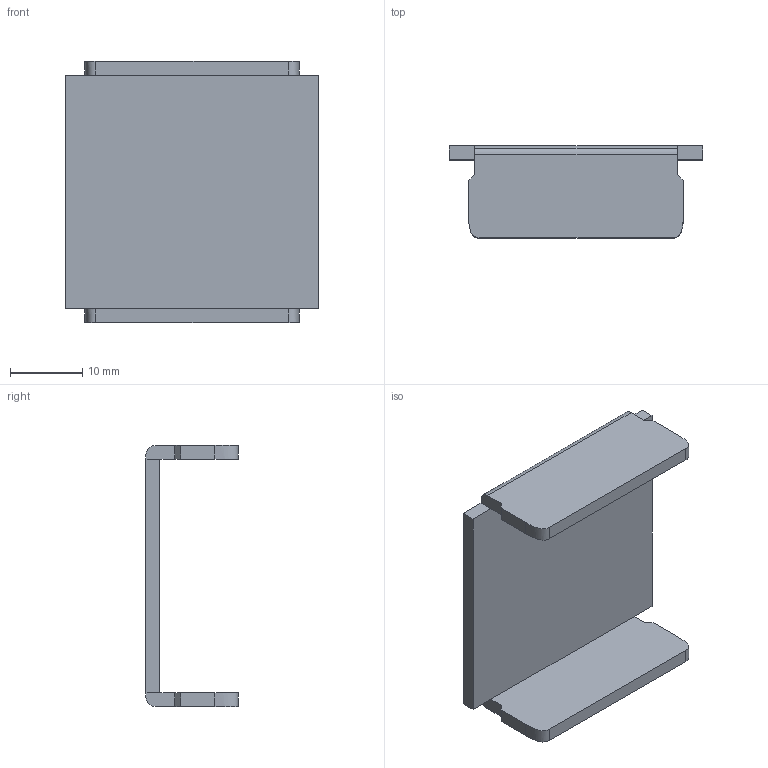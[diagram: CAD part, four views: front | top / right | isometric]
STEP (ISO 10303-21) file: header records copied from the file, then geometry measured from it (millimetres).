
FILE_DESCRIPTION(('TurboCAD Mac Pro'),'Build 980');
FILE_NAME('P3280.stp',' ',(''),(''),'ACIS Interop','IMSI','TurboCAD Mac Pro BY IMSI, INCORPORATED');
FILE_SCHEMA(('automotive_design'));
Length unit declared in the file: inch
Products named in the file (1): 1
Bounding box: 34.92 x 12.7 x 36.02 mm (x, y, z)
Volume: 3525.4 mm3; surface area: 4042.8 mm2
Topology: 1 solids, 1 shells, 34 faces, 92 edges, 60 vertices
Faces by surface type: plane 26, cylinder 4, bspline 4
Entity records: 1746 total; most frequent: CARTESIAN_POINT 223, ORIENTED_EDGE 184, DIRECTION 154, STYLED_ITEM 113, PRESENTATION_STYLE_ASSIGNMENT 113, COLOUR_RGB 113, EDGE_CURVE 92, CURVE_STYLE 78
